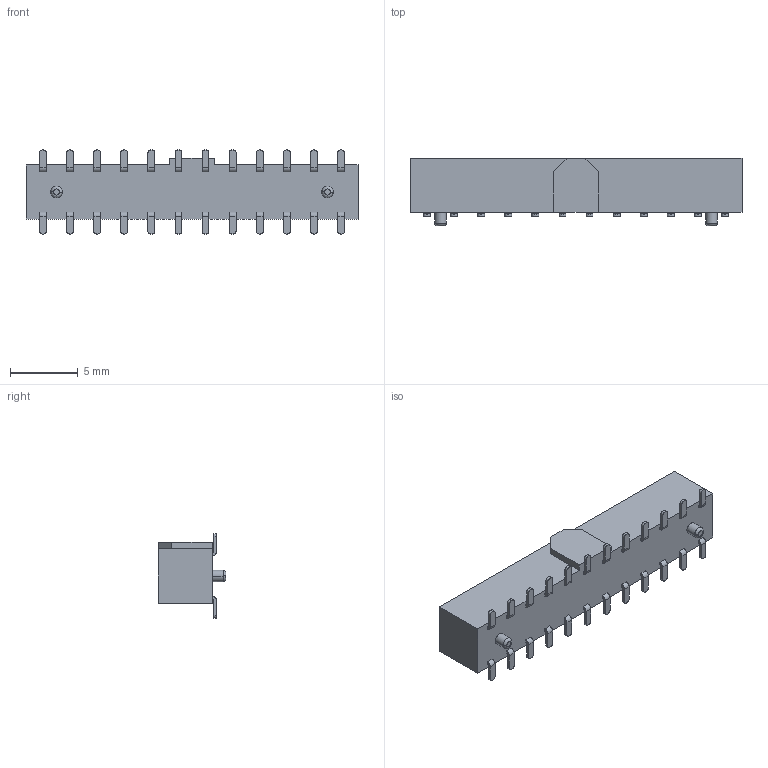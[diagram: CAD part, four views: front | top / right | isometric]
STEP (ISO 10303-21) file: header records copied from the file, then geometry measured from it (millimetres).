
FILE_DESCRIPTION( ('This file contains a STEP AP42 implementation' ,'as created by ZW3D STEP Interface translator.') ,'2;1' );
FILE_NAME( '2240N-2XXMXXCUNX4.stp' ,'23 415. 85653', (''), ('ZWCAD Software Co.'), 'Version 1.0', 'ZW3D to STEP translator', '' );
FILE_SCHEMA(('AUTOMOTIVE_DESIGN { 1 0 10303 214 1 1 1 1 }'));
Length unit declared in the file: millimetre
Products named in the file (2): 0; 2240N-220MXXCUNX4
Bounding box: 24.5 x 5 x 6.2 mm (x, y, z)
Volume: 289.7 mm3; surface area: 1251.1 mm2
Topology: 1 solids, 1 shells, 2498 faces, 7146 edges, 4628 vertices
Faces by surface type: plane 1502, cylinder 624, bspline 372
Entity records: 112936 total; most frequent: CARTESIAN_POINT 59921, ORIENTED_EDGE 14292, EDGE_CURVE 7146, B_SPLINE_CURVE_WITH_KNOTS 6544, DIRECTION 4856, VERTEX_POINT 4628, EDGE_LOOP 2572, FACE_OUTER_BOUND 2498
